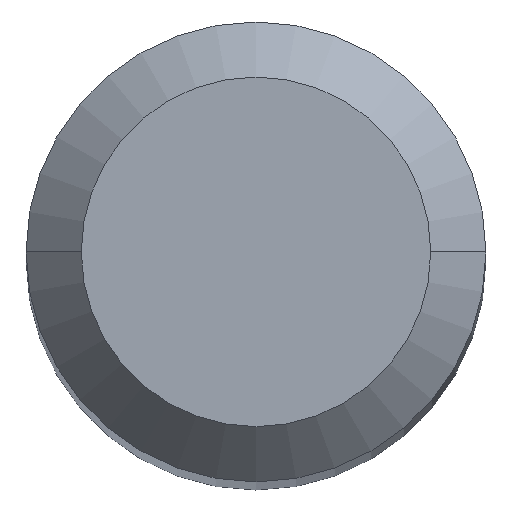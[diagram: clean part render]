
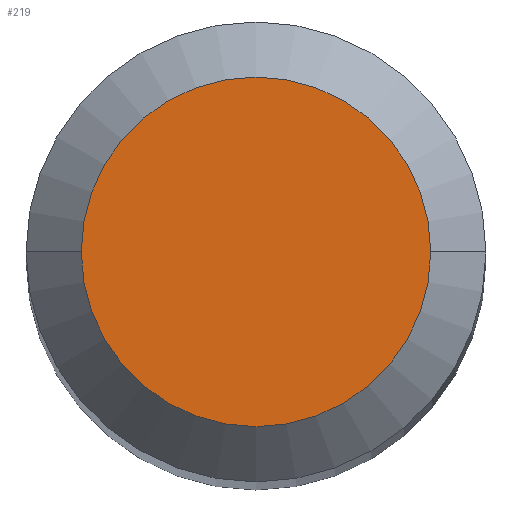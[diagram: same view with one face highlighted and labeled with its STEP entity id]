
A CAD part, top view. The second image highlights one B-rep face of the part: STEP entity #219.
In plain terms, the highlighted planar face has unit normal (0, 0, 1).
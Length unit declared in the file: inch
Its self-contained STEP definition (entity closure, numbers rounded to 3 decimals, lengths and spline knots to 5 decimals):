
#1 = FACE_OUTER_BOUND ( 'NONE', #279, .T. ) ;
#6 = EDGE_CURVE ( 'NONE', #87, #203, #281, .T. ) ;
#30 = DIRECTION ( 'NONE',  ( 1., 0., 0. ) ) ;
#36 = PLANE ( 'NONE',  #202 ) ;
#57 = ORIENTED_EDGE ( 'NONE', *, *, #95, .T. ) ;
#87 = VERTEX_POINT ( 'NONE', #208 ) ;
#92 = DIRECTION ( 'NONE',  ( 0., 0., 1. ) ) ;
#95 = EDGE_CURVE ( 'NONE', #203, #87, #109, .T. ) ;
#102 = DIRECTION ( 'NONE',  ( 0., 0., 1. ) ) ;
#109 = CIRCLE ( 'NONE', #195, 0.0475 ) ;
#120 = AXIS2_PLACEMENT_3D ( 'NONE', #349, #92, #163 ) ;
#163 = DIRECTION ( 'NONE',  ( 1., 0., 0. ) ) ;
#195 = AXIS2_PLACEMENT_3D ( 'NONE', #435, #102, #30 ) ;
#202 = AXIS2_PLACEMENT_3D ( 'NONE', #409, #261, #257 ) ;
#203 = VERTEX_POINT ( 'NONE', #292 ) ;
#208 = CARTESIAN_POINT ( 'NONE',  ( 0.0475, 0., 0. ) ) ;
#219 = ADVANCED_FACE ( 'NONE', ( #1 ), #36, .F. ) ;
#242 = ORIENTED_EDGE ( 'NONE', *, *, #6, .T. ) ;
#257 = DIRECTION ( 'NONE',  ( -1., 0., 0. ) ) ;
#261 = DIRECTION ( 'NONE',  ( 0., 0., -1. ) ) ;
#279 = EDGE_LOOP ( 'NONE', ( #57, #242 ) ) ;
#281 = CIRCLE ( 'NONE', #120, 0.0475 ) ;
#292 = CARTESIAN_POINT ( 'NONE',  ( -0.0475, 0., 0. ) ) ;
#349 = CARTESIAN_POINT ( 'NONE',  ( 0., 0., 0. ) ) ;
#409 = CARTESIAN_POINT ( 'NONE',  ( 0., 0.0475, 0. ) ) ;
#435 = CARTESIAN_POINT ( 'NONE',  ( 0., 0., 0. ) ) ;
